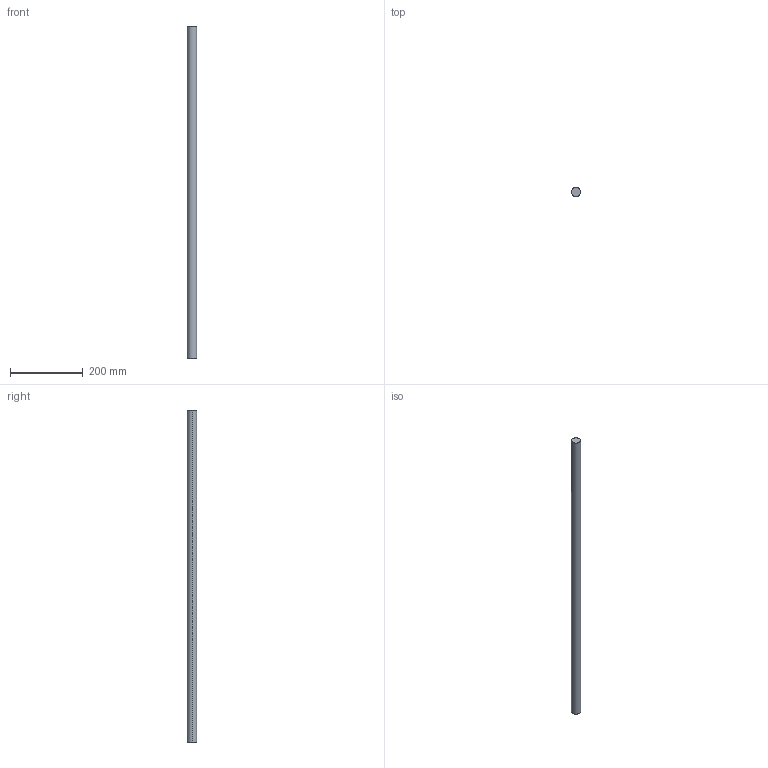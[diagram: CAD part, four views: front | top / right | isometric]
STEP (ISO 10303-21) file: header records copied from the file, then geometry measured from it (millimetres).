
FILE_DESCRIPTION (( 'STEP AP214' ), '1' );
FILE_NAME ('ShaftRailAssembly_03785CEBE2.step', '2021-12-06T19:20:29', ( 'localadmin' ), ( 'BOXX Technologies, Inc.' ), 'SwSTEP 2.0', 'SolidWorks 2019', '' );
FILE_SCHEMA (( 'AUTOMOTIVE_DESIGN' ));
Length unit declared in the file: inch
Products named in the file (3): ShaftRailAssembly_03785CEBE2; 0Y2AZEdqse_CADModel_0
Assembly tree (1 placements, depth 2):
  ShaftRailAssembly_03785CEBE2
    0Y2AZEdqse_CADModel_0
  0Y2AZEdqse_CADModel_0
Bounding box: 25.4 x 25.4 x 914.4 mm (x, y, z)
Volume: 463333.3 mm3; surface area: 73979.3 mm2
Topology: 1 solids, 1 shells, 4 faces, 6 edges, 4 vertices
Faces by surface type: cylinder 2, plane 2
Entity records: 235 total; most frequent: DIRECTION 28, CARTESIAN_POINT 19, AXIS2_PLACEMENT_3D 13, ORIENTED_EDGE 12, UNCERTAINTY_MEASURE_WITH_UNIT 8, DIMENSIONAL_EXPONENTS 8, LENGTH_MEASURE_WITH_UNIT 8, PRESENTATION_LAYER_ASSIGNMENT 6
